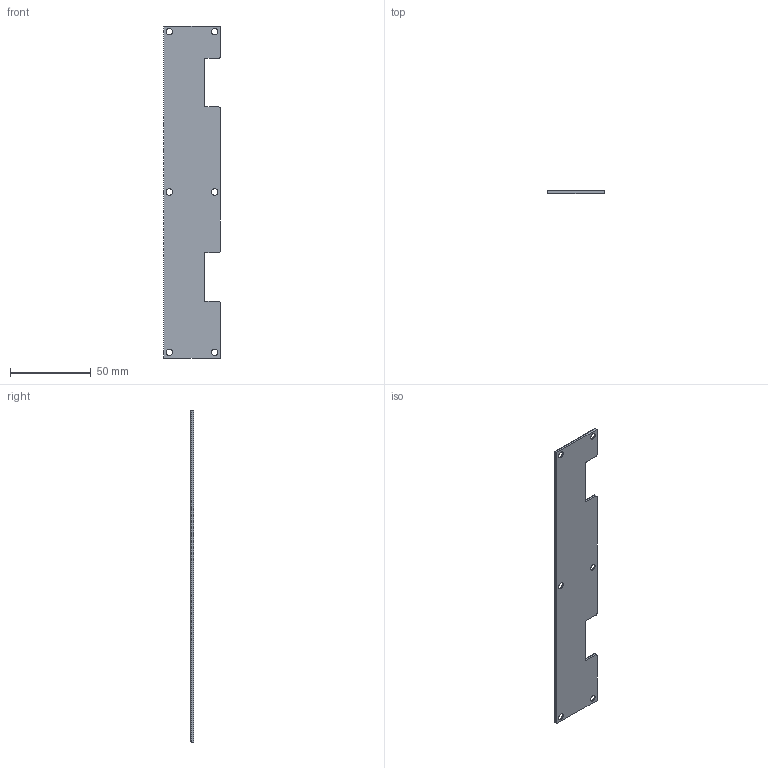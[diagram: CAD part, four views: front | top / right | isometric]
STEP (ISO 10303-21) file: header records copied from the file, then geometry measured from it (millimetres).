
FILE_DESCRIPTION(/* description */ (''),/* implementation_level */ '2;1');
FILE_NAME(/* name */ '7 - Cable box lid.stp',/* time_stamp */ '2023-06-26T15:41:42+02:00',/* author */ ('3D'),/* organization */ (''),/* preprocessor_version */ 'ST-DEVELOPER v18.1',/* originating_system */ 'Autodesk Inventor 2022',/* authorisation */ '');
FILE_SCHEMA (('AUTOMOTIVE_DESIGN { 1 0 10303 214 3 1 1 }'));
Length unit declared in the file: millimetre
Products named in the file (1): Kabelkanal Abdeckung
Bounding box: 35 x 2 x 205 mm (x, y, z)
Volume: 12865.7 mm3; surface area: 14021.3 mm2
Topology: 1 solids, 1 shells, 58 faces, 162 edges, 96 vertices
Faces by surface type: cylinder 26, plane 18, bspline 8, cone 6
Full cylindrical faces by diameter (mm): 4 x6
Entity records: 2077 total; most frequent: CARTESIAN_POINT 554, ORIENTED_EDGE 316, DIRECTION 314, EDGE_CURVE 158, AXIS2_PLACEMENT_3D 118, VERTEX_POINT 96, LINE 78, VECTOR 78
